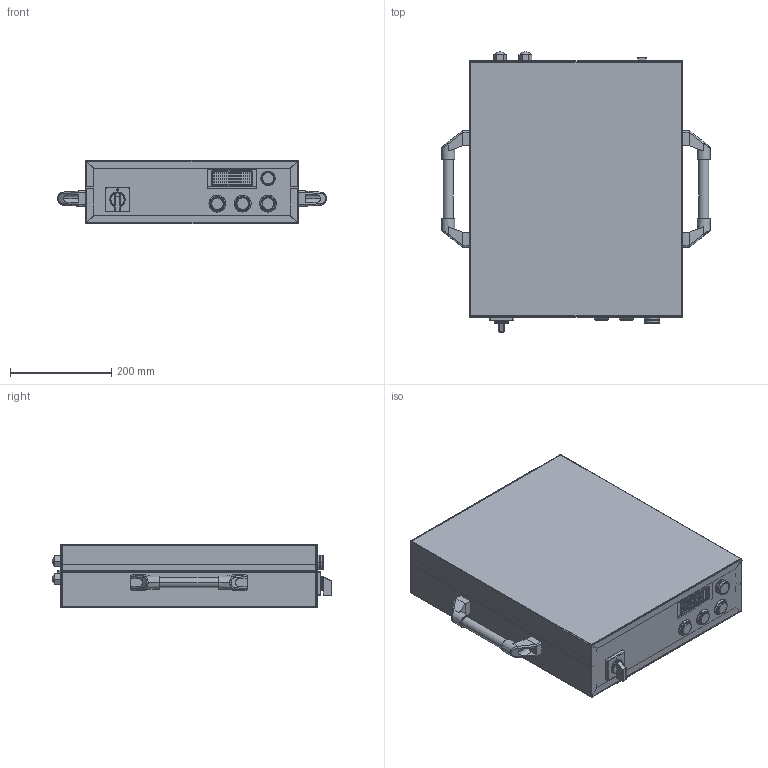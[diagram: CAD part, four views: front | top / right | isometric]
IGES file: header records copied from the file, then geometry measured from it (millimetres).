
Start section: SolidWorks IGES file using analytic representation for surfaces
Global section: file name: Son_Kontrol_Test_Cihazý_DESKTOP.IGS; native system: SolidWorks 2017; preprocessor: SolidWorks 2017; author: OEM; date: 200724.135041; units: millimetre
Bounding box: 530 x 552.27 x 125.99 mm (x, y, z)
Surface area: 2087929.6 mm2 (no closed solid volume)
Topology: 0 solids, 0 shells, 2077 faces, 19147 edges, 19135 vertices
Faces by surface type: bspline 1614, revolution 463
